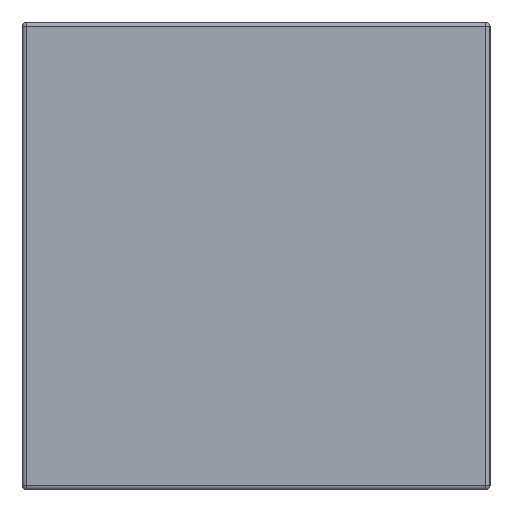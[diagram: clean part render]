
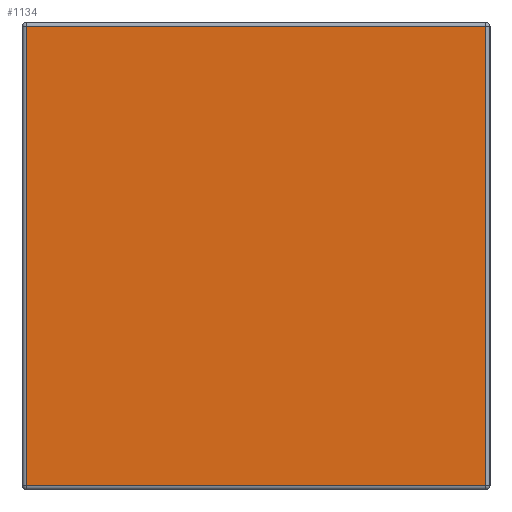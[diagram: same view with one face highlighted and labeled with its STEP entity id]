
A CAD part, left-side view. The second image highlights one B-rep face of the part: STEP entity #1134.
In plain terms, the highlighted planar face has unit normal (-1, 0, 0).
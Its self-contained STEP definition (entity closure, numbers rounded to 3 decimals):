
#74 = EDGE_CURVE ( 'NONE', #1245, #329, #624, .T. ) ;
#221 = EDGE_CURVE ( 'NONE', #329, #325, #816, .T. ) ;
#222 = AXIS2_PLACEMENT_3D ( 'NONE', #429, #441, #442 ) ;
#234 = EDGE_CURVE ( 'NONE', #321, #1245, #960, .T. ) ;
#286 = EDGE_CURVE ( 'NONE', #325, #321, #760, .T. ) ;
#321 = VERTEX_POINT ( 'NONE', #1070 ) ;
#325 = VERTEX_POINT ( 'NONE', #1074 ) ;
#329 = VERTEX_POINT ( 'NONE', #1078 ) ;
#337 = DIRECTION ( 'NONE',  ( 0., 1., 0. ) ) ;
#379 = CARTESIAN_POINT ( 'NONE',  ( -1., 0.012, 0.625 ) ) ;
#399 = CARTESIAN_POINT ( 'NONE',  ( -1., 0.012, 0.625 ) ) ;
#423 = PLANE ( 'NONE',  #222 ) ;
#429 = CARTESIAN_POINT ( 'NONE',  ( -1., 0.012, 0.625 ) ) ;
#441 = DIRECTION ( 'NONE',  ( 1., 0., 0. ) ) ;
#442 = DIRECTION ( 'NONE',  ( 0., 0., -1. ) ) ;
#557 = VECTOR ( 'NONE', #1274, 1000. ) ;
#622 = VECTOR ( 'NONE', #337, 1000. ) ;
#624 = LINE ( 'NONE', #399, #622 ) ;
#645 = FACE_OUTER_BOUND ( 'NONE', #959, .T. ) ;
#760 = LINE ( 'NONE', #1037, #931 ) ;
#804 = ORIENTED_EDGE ( 'NONE', *, *, #221, .T. ) ;
#805 = ORIENTED_EDGE ( 'NONE', *, *, #286, .T. ) ;
#806 = ORIENTED_EDGE ( 'NONE', *, *, #234, .T. ) ;
#808 = ORIENTED_EDGE ( 'NONE', *, *, #74, .T. ) ;
#816 = LINE ( 'NONE', #1253, #1000 ) ;
#931 = VECTOR ( 'NONE', #1038, 1000. ) ;
#959 = EDGE_LOOP ( 'NONE', ( #804, #805, #806, #808 ) ) ;
#960 = LINE ( 'NONE', #1261, #557 ) ;
#1000 = VECTOR ( 'NONE', #1260, 1000. ) ;
#1037 = CARTESIAN_POINT ( 'NONE',  ( -1., 0.012, -0.625 ) ) ;
#1038 = DIRECTION ( 'NONE',  ( 0., -1., 0. ) ) ;
#1070 = CARTESIAN_POINT ( 'NONE',  ( -1., 0.012, -0.625 ) ) ;
#1074 = CARTESIAN_POINT ( 'NONE',  ( -1., 1.262, -0.625 ) ) ;
#1078 = CARTESIAN_POINT ( 'NONE',  ( -1., 1.262, 0.625 ) ) ;
#1134 = ADVANCED_FACE ( 'NONE', ( #645 ), #423, .F. ) ;
#1245 = VERTEX_POINT ( 'NONE', #379 ) ;
#1253 = CARTESIAN_POINT ( 'NONE',  ( -1., 1.262, 0.625 ) ) ;
#1260 = DIRECTION ( 'NONE',  ( 0., 0., -1. ) ) ;
#1261 = CARTESIAN_POINT ( 'NONE',  ( -1., 0.012, 0.625 ) ) ;
#1274 = DIRECTION ( 'NONE',  ( 0., 0., 1. ) ) ;
